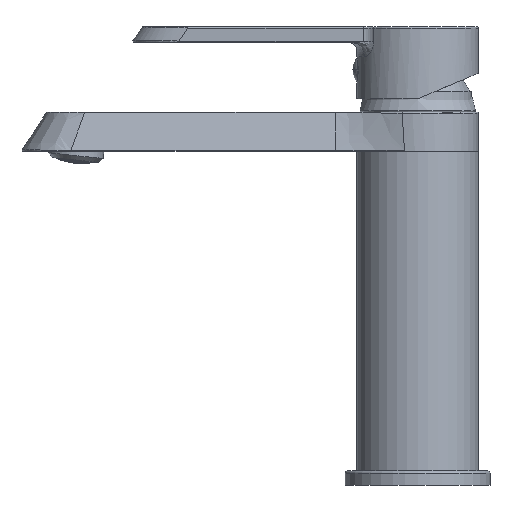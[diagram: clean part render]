
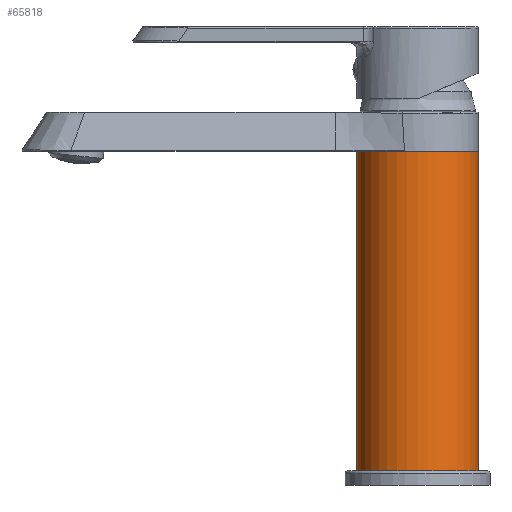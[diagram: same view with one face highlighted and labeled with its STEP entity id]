
A CAD part, front view. The second image highlights one B-rep face of the part: STEP entity #65818.
In plain terms, the highlighted cylindrical face has radius 21 mm (diameter 42 mm), a partial arc.
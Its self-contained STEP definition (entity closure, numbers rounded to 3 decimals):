
#65574=CARTESIAN_POINT('',(0.,0.,0.));
#65575=DIRECTION('',(0.,0.,1.));
#65576=DIRECTION('',(-1.,0.,0.));
#65577=AXIS2_PLACEMENT_3D('',#65574,#65575,#65576);
#65594=DIRECTION('',(0.,0.,1.));
#65595=VECTOR('',#65594,112.);
#65596=CARTESIAN_POINT('',(21.,0.,0.));
#65597=LINE('',#65596,#65595);
#65608=CARTESIAN_POINT('',(0.,0.,112.));
#65609=DIRECTION('',(0.,0.,1.));
#65610=DIRECTION('',(-1.,0.,0.));
#65611=AXIS2_PLACEMENT_3D('',#65608,#65609,#65610);
#65613=DIRECTION('',(0.,0.,1.));
#65614=VECTOR('',#65613,112.);
#65615=CARTESIAN_POINT('',(-21.,0.,0.));
#65616=LINE('',#65615,#65614);
#65717=CARTESIAN_POINT('',(21.,0.,0.));
#65718=CARTESIAN_POINT('',(-21.,0.,0.));
#65719=VERTEX_POINT('',#65717);
#65720=VERTEX_POINT('',#65718);
#65733=CARTESIAN_POINT('',(21.,0.,112.));
#65734=CARTESIAN_POINT('',(-21.,0.,112.));
#65735=VERTEX_POINT('',#65733);
#65736=VERTEX_POINT('',#65734);
#65807=CARTESIAN_POINT('',(0.,0.,0.));
#65808=DIRECTION('',(0.,0.,1.));
#65809=DIRECTION('',(1.,0.,0.));
#65810=AXIS2_PLACEMENT_3D('',#65807,#65808,#65809);
#65811=CYLINDRICAL_SURFACE('',#65810,21.);
#65812=ORIENTED_EDGE('',*,*,#65796,.T.);
#65813=ORIENTED_EDGE('',*,*,#65785,.F.);
#65814=ORIENTED_EDGE('',*,*,#65764,.F.);
#65815=ORIENTED_EDGE('',*,*,#65782,.T.);
#65816=EDGE_LOOP('',(#65812,#65813,#65814,#65815));
#65817=FACE_OUTER_BOUND('',#65816,.F.);
#65818=ADVANCED_FACE('',(#65817),#65811,.T.);
#65578=CIRCLE('',#65577,21.);
#65612=CIRCLE('',#65611,21.);
#65764=EDGE_CURVE('',#65720,#65719,#65578,.T.);
#65782=EDGE_CURVE('',#65720,#65736,#65616,.T.);
#65785=EDGE_CURVE('',#65719,#65735,#65597,.T.);
#65796=EDGE_CURVE('',#65736,#65735,#65612,.T.);
